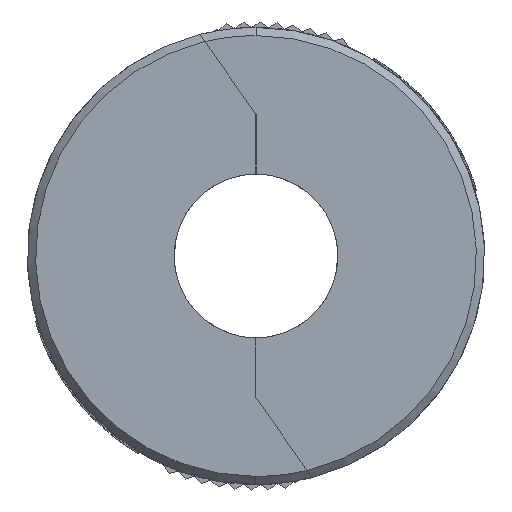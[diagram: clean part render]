
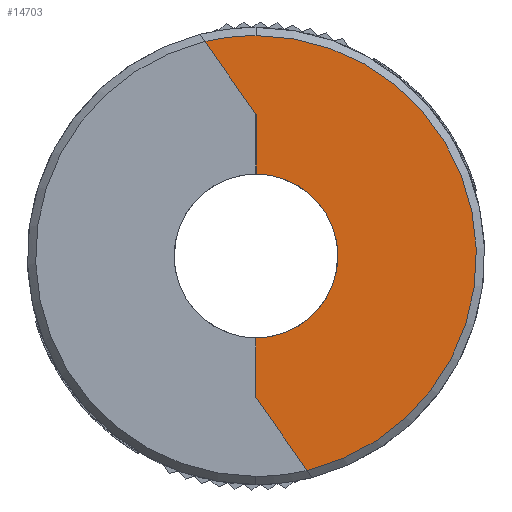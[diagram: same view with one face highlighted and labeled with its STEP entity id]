
A CAD part, left-side view. The second image highlights one B-rep face of the part: STEP entity #14703.
In plain terms, the highlighted planar face has unit normal (-1, 0, 0).
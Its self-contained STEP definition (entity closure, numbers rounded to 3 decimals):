
#128 = AXIS2_PLACEMENT_3D ( 'NONE', #10860, #53670, #2777 ) ;
#352 = DIRECTION ( 'NONE',  ( -1., 0., 0. ) ) ;
#1379 = CARTESIAN_POINT ( 'NONE',  ( 0., 0., 26. ) ) ;
#2032 = DIRECTION ( 'NONE',  ( 0., -0.574, -0.819 ) ) ;
#2040 = EDGE_CURVE ( 'NONE', #58616, #20769, #25262, .T. ) ;
#2777 = DIRECTION ( 'NONE',  ( 0., 0., 1. ) ) ;
#3692 = EDGE_CURVE ( 'NONE', #45536, #53900, #23289, .T. ) ;
#4736 = CIRCLE ( 'NONE', #32526, 15.05 ) ;
#4790 = DIRECTION ( 'NONE',  ( 0., 0., -1. ) ) ;
#5120 = CARTESIAN_POINT ( 'NONE',  ( 0., 0., 0. ) ) ;
#6638 = EDGE_CURVE ( 'NONE', #45536, #8246, #4736, .T. ) ;
#6791 = ORIENTED_EDGE ( 'NONE', *, *, #3692, .T. ) ;
#8246 = VERTEX_POINT ( 'NONE', #65881 ) ;
#9686 = LINE ( 'NONE', #54206, #26832 ) ;
#10568 = VECTOR ( 'NONE', #64152, 1000. ) ;
#10860 = CARTESIAN_POINT ( 'NONE',  ( 0., 0., 0. ) ) ;
#12107 = LINE ( 'NONE', #1379, #49084 ) ;
#14703 = ADVANCED_FACE ( 'NONE', ( #22153 ), #63004, .F. ) ;
#18340 = CIRCLE ( 'NONE', #128, 40.5 ) ;
#19777 = AXIS2_PLACEMENT_3D ( 'NONE', #56279, #352, #30829 ) ;
#19950 = CARTESIAN_POINT ( 'NONE',  ( 0., 0., 40.5 ) ) ;
#20769 = VERTEX_POINT ( 'NONE', #19950 ) ;
#22153 = FACE_OUTER_BOUND ( 'NONE', #41418, .T. ) ;
#23289 = LINE ( 'NONE', #43675, #10568 ) ;
#23445 = LINE ( 'NONE', #33767, #33838 ) ;
#24431 = DIRECTION ( 'NONE',  ( 0., -0.574, -0.819 ) ) ;
#24479 = DIRECTION ( 'NONE',  ( 1., 0., 0. ) ) ;
#24777 = ORIENTED_EDGE ( 'NONE', *, *, #2040, .T. ) ;
#25262 = CIRCLE ( 'NONE', #19777, 40.5 ) ;
#26832 = VECTOR ( 'NONE', #24431, 1000. ) ;
#29136 = CARTESIAN_POINT ( 'NONE',  ( 0., -12.55, 0. ) ) ;
#30829 = DIRECTION ( 'NONE',  ( 0., 0., 1. ) ) ;
#31065 = EDGE_CURVE ( 'NONE', #43215, #53268, #12107, .T. ) ;
#32526 = AXIS2_PLACEMENT_3D ( 'NONE', #5120, #45256, #4790 ) ;
#32931 = ORIENTED_EDGE ( 'NONE', *, *, #31065, .T. ) ;
#33195 = ORIENTED_EDGE ( 'NONE', *, *, #61747, .T. ) ;
#33767 = CARTESIAN_POINT ( 'NONE',  ( 0., 0., -26. ) ) ;
#33838 = VECTOR ( 'NONE', #34093, 1000. ) ;
#34093 = DIRECTION ( 'NONE',  ( 0., 0., -1. ) ) ;
#34142 = ORIENTED_EDGE ( 'NONE', *, *, #35049, .T. ) ;
#35049 = EDGE_CURVE ( 'NONE', #20769, #43215, #18340, .T. ) ;
#38032 = EDGE_CURVE ( 'NONE', #53268, #8246, #23445, .T. ) ;
#41123 = CARTESIAN_POINT ( 'NONE',  ( 0., 0., 26. ) ) ;
#41418 = EDGE_LOOP ( 'NONE', ( #64287, #41459, #6791, #33195, #24777, #34142, #32931 ) ) ;
#41459 = ORIENTED_EDGE ( 'NONE', *, *, #6638, .F. ) ;
#43215 = VERTEX_POINT ( 'NONE', #44464 ) ;
#43603 = CARTESIAN_POINT ( 'NONE',  ( 0., 0., -26. ) ) ;
#43675 = CARTESIAN_POINT ( 'NONE',  ( 0., 0., 0. ) ) ;
#44464 = CARTESIAN_POINT ( 'NONE',  ( 0., 9.382, 39.398 ) ) ;
#44856 = DIRECTION ( 'NONE',  ( 0., 0., 1. ) ) ;
#45256 = DIRECTION ( 'NONE',  ( -1., 0., 0. ) ) ;
#45536 = VERTEX_POINT ( 'NONE', #62689 ) ;
#49084 = VECTOR ( 'NONE', #2032, 1000. ) ;
#53268 = VERTEX_POINT ( 'NONE', #41123 ) ;
#53670 = DIRECTION ( 'NONE',  ( -1., 0., 0. ) ) ;
#53900 = VERTEX_POINT ( 'NONE', #43603 ) ;
#54206 = CARTESIAN_POINT ( 'NONE',  ( 0., 0., -26. ) ) ;
#56279 = CARTESIAN_POINT ( 'NONE',  ( 0., 0., 0. ) ) ;
#58616 = VERTEX_POINT ( 'NONE', #60446 ) ;
#60446 = CARTESIAN_POINT ( 'NONE',  ( 0., -9.382, -39.398 ) ) ;
#61747 = EDGE_CURVE ( 'NONE', #53900, #58616, #9686, .T. ) ;
#62689 = CARTESIAN_POINT ( 'NONE',  ( 0., 0., -15.05 ) ) ;
#63004 = PLANE ( 'NONE',  #63671 ) ;
#63671 = AXIS2_PLACEMENT_3D ( 'NONE', #29136, #24479, #44856 ) ;
#64152 = DIRECTION ( 'NONE',  ( 0., 0., -1. ) ) ;
#64287 = ORIENTED_EDGE ( 'NONE', *, *, #38032, .T. ) ;
#65881 = CARTESIAN_POINT ( 'NONE',  ( 0., 0., 15.05 ) ) ;
